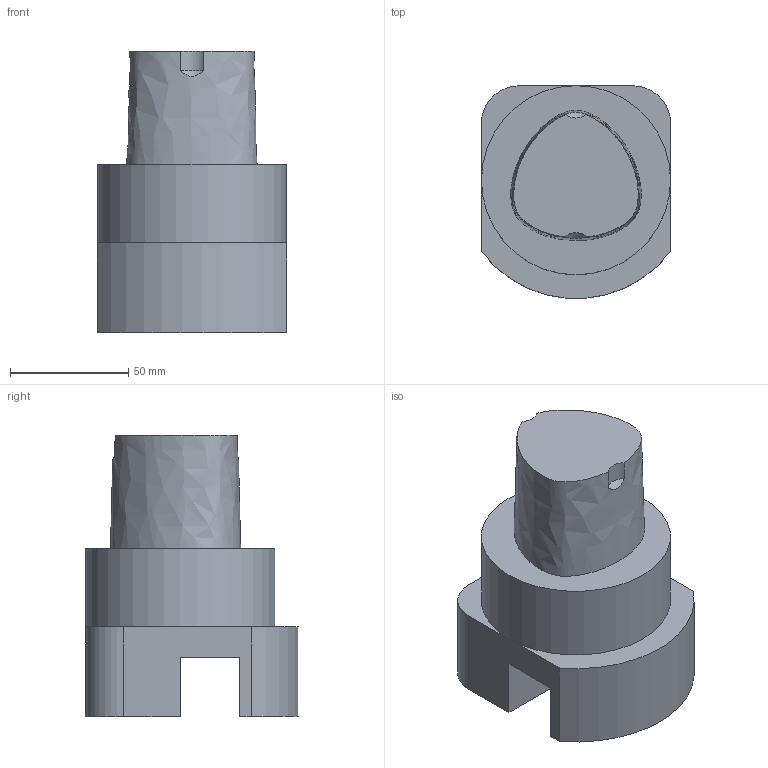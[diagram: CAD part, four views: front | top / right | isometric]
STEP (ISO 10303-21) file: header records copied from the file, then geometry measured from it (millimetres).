
FILE_DESCRIPTION((''),'1');
FILE_NAME('C8-90-BH25N-40071.stp','2023-10-26T07:22:18',(''),(''),'Spatial Interop R21 SP3','Kubotek KeyCreator 2011 V10.0.2 (22737)',' ');
FILE_SCHEMA(('automotive_design'));
Length unit declared in the file: millimetre
Products named in the file (1): 240[2]
Bounding box: 80 x 89.82 x 119 mm (x, y, z)
Volume: 474014.7 mm3; surface area: 43555.3 mm2
Topology: 1 solids, 1 shells, 20 faces, 49 edges, 33 vertices
Faces by surface type: plane 11, cylinder 6, cone 2, bspline 1
Full cylindrical faces by diameter (mm): 79.985 x1
Entity records: 2232 total; most frequent: CARTESIAN_POINT 1265, ORIENTED_EDGE 96, PRESENTATION_STYLE_ASSIGNMENT 90, COLOUR_RGB 90, DIRECTION 88, STYLED_ITEM 69, CURVE_STYLE 69, DRAUGHTING_PRE_DEFINED_CURVE_FONT 69
